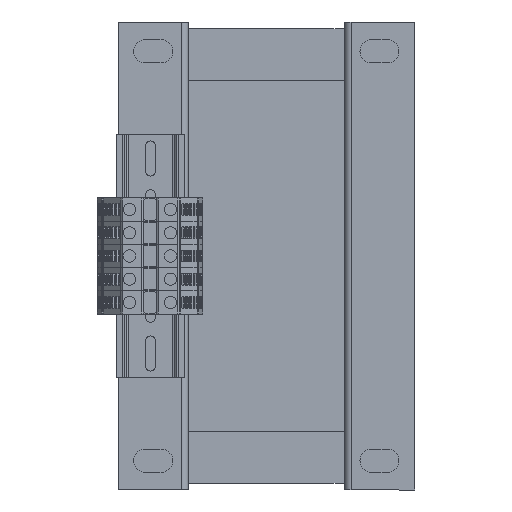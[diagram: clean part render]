
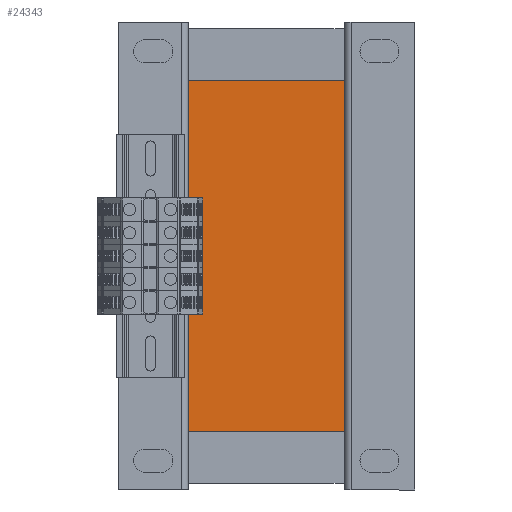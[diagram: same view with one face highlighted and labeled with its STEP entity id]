
A CAD part, left-side view. The second image highlights one B-rep face of the part: STEP entity #24343.
In plain terms, the highlighted planar face has unit normal (-1, 0, 0).
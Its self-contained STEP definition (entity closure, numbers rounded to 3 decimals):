
#2389=FACE_OUTER_BOUND('',#3745,.T.);
#3745=EDGE_LOOP('',(#16328,#16329,#16330,#16331));
#5195=LINE('',#35450,#7792);
#5203=LINE('',#35465,#7800);
#5204=LINE('',#35467,#7801);
#5205=LINE('',#35468,#7802);
#7792=VECTOR('',#28315,10.);
#7800=VECTOR('',#28327,10.);
#7801=VECTOR('',#28330,10.);
#7802=VECTOR('',#28331,10.);
#10389=VERTEX_POINT('',#35447);
#10390=VERTEX_POINT('',#35449);
#10394=VERTEX_POINT('',#35461);
#10395=VERTEX_POINT('',#35463);
#12704=EDGE_CURVE('',#10389,#10390,#5195,.T.);
#12712=EDGE_CURVE('',#10394,#10395,#5203,.T.);
#12713=EDGE_CURVE('',#10389,#10394,#5204,.T.);
#12714=EDGE_CURVE('',#10390,#10395,#5205,.T.);
#16328=ORIENTED_EDGE('',*,*,#12713,.T.);
#16329=ORIENTED_EDGE('',*,*,#12712,.T.);
#16330=ORIENTED_EDGE('',*,*,#12714,.F.);
#16331=ORIENTED_EDGE('',*,*,#12704,.F.);
#23501=PLANE('',#26012);
#24343=ADVANCED_FACE('',(#2389),#23501,.T.);
#26012=AXIS2_PLACEMENT_3D('',#35466,#28328,#28329);
#28315=DIRECTION('',(0.,1.,0.));
#28327=DIRECTION('',(0.,1.,0.));
#28328=DIRECTION('center_axis',(-1.,0.,0.));
#28329=DIRECTION('ref_axis',(0.,0.,1.));
#28330=DIRECTION('',(0.,0.,1.));
#28331=DIRECTION('',(0.,0.,1.));
#35447=CARTESIAN_POINT('',(-300.,0.,0.));
#35449=CARTESIAN_POINT('',(-300.,80.,0.));
#35450=CARTESIAN_POINT('',(-300.,0.,0.));
#35461=CARTESIAN_POINT('',(-300.,0.,180.));
#35463=CARTESIAN_POINT('',(-300.,80.,180.));
#35465=CARTESIAN_POINT('',(-300.,0.,180.));
#35466=CARTESIAN_POINT('Origin',(-300.,0.,0.));
#35467=CARTESIAN_POINT('',(-300.,0.,0.));
#35468=CARTESIAN_POINT('',(-300.,80.,0.));
